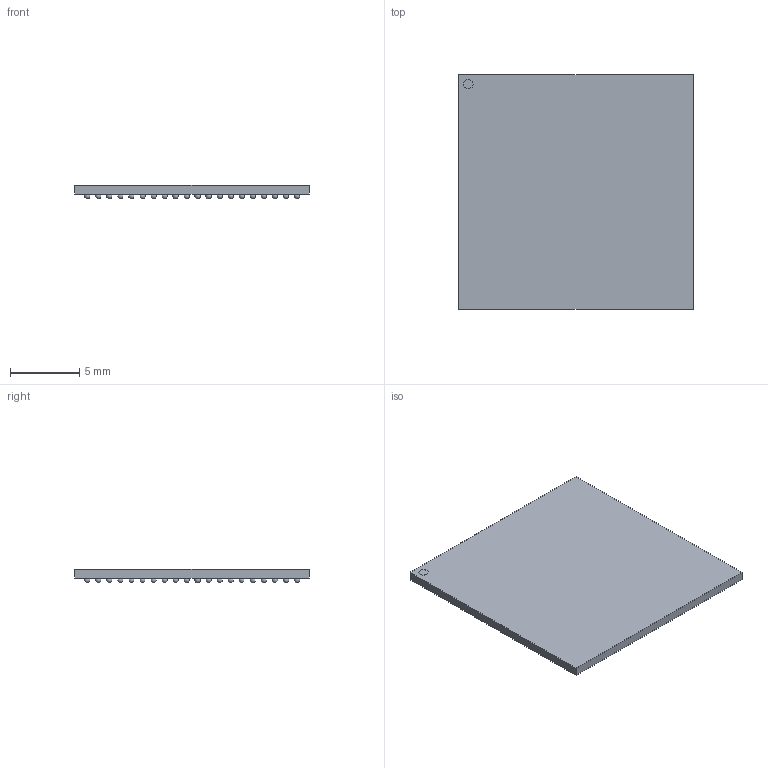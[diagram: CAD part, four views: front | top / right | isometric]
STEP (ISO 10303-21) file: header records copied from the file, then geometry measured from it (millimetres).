
FILE_DESCRIPTION(('FreeCAD Model'),'2;1');
FILE_NAME( 'cabga-381-ecp5.step', '2020-01-15T12:50:43',('Author'),(''), 'Open CASCADE STEP processor 6.8','FreeCAD','Unknown');
FILE_SCHEMA(('AUTOMOTIVE_DESIGN_CC2 { 1 2 10303 214 -1 1 5 4 }'));
Length unit declared in the file: millimetre
Products named in the file (1): union001
Bounding box: 17 x 17 x 1.01 mm (x, y, z)
Volume: 197.4 mm3; surface area: 776.7 mm2
Topology: 1 solids, 1 shells, 398 faces, 1185 edges, 790 vertices
Faces by surface type: sphere 381, plane 17
Entity records: 25178 total; most frequent: DIRECTION 3972, CARTESIAN_POINT 3601, ORIENTED_EDGE 1608, PCURVE 1608, DEFINITIONAL_REPRESENTATION 1608, LINE 1269, VECTOR 1269, AXIS2_PLACEMENT_3D 1161
